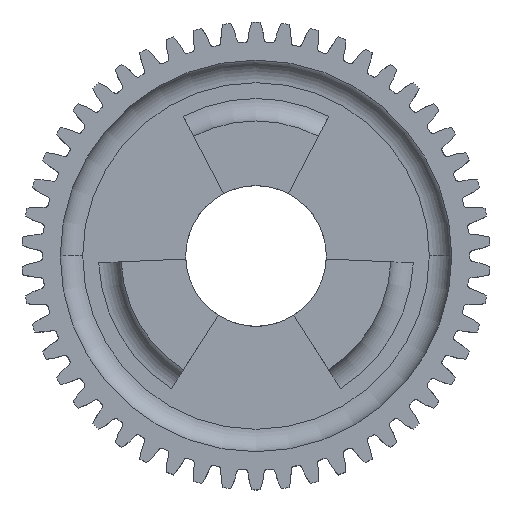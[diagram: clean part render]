
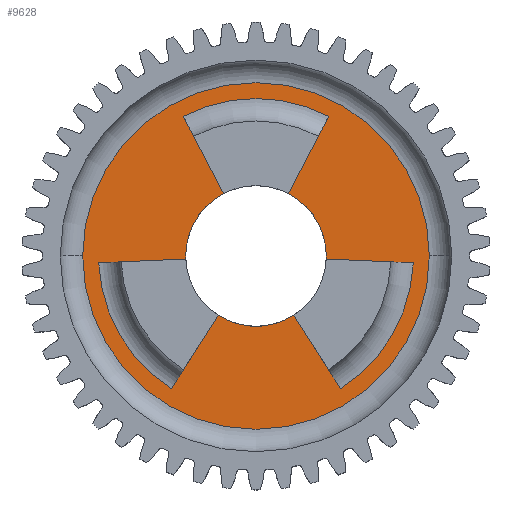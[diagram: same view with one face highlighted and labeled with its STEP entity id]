
A CAD part, top view. The second image highlights one B-rep face of the part: STEP entity #9628.
In plain terms, the highlighted planar face has unit normal (0, 0, 1).
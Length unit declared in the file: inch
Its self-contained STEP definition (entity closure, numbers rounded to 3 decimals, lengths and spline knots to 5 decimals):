
#27 = CARTESIAN_POINT ( 'NONE',  ( -0.74929, -0.03271, 0.0375 ) ) ;
#146 = ORIENTED_EDGE ( 'NONE', *, *, #12285, .T. ) ;
#288 = CARTESIAN_POINT ( 'NONE',  ( 0., 0., 0.0375 ) ) ;
#345 = LINE ( 'NONE', #4448, #18708 ) ;
#1346 = ORIENTED_EDGE ( 'NONE', *, *, #12744, .F. ) ;
#1405 = LINE ( 'NONE', #14807, #12545 ) ;
#1502 = DIRECTION ( 'NONE',  ( -0.999, -0.044, 0. ) ) ;
#1710 = CARTESIAN_POINT ( 'NONE',  ( 0., 0., 0.0375 ) ) ;
#1767 = DIRECTION ( 'NONE',  ( -1., 0., 0. ) ) ;
#2098 = VERTEX_POINT ( 'NONE', #11529 ) ;
#2180 = PLANE ( 'NONE',  #13371 ) ;
#2309 = EDGE_CURVE ( 'NONE', #2098, #12210, #1405, .T. ) ;
#2415 = VERTEX_POINT ( 'NONE', #9154 ) ;
#2480 = EDGE_CURVE ( 'NONE', #16264, #10986, #4393, .T. ) ;
#2483 = LINE ( 'NONE', #27, #9797 ) ;
#2592 = ORIENTED_EDGE ( 'NONE', *, *, #2309, .F. ) ;
#2595 = EDGE_LOOP ( 'NONE', ( #12906, #146, #8226, #1346, #6508, #2592, #16618, #10910, #4204, #9288, #11313, #6715, #7604, #14671 ) ) ;
#3036 = AXIS2_PLACEMENT_3D ( 'NONE', #4389, #14508, #5855 ) ;
#3057 = CARTESIAN_POINT ( 'NONE',  ( 0.18037, 0.34649, 0.0375 ) ) ;
#3083 = VERTEX_POINT ( 'NONE', #3057 ) ;
#3181 = DIRECTION ( 'NONE',  ( -1., 0., 0. ) ) ;
#3267 = EDGE_CURVE ( 'NONE', #2415, #3083, #12311, .T. ) ;
#3400 = CIRCLE ( 'NONE', #12658, 0.39063 ) ;
#3649 = VERTEX_POINT ( 'NONE', #4426 ) ;
#3650 = DIRECTION ( 'NONE',  ( -1., 0., 0. ) ) ;
#3872 = DIRECTION ( 'NONE',  ( 0., 0., 1. ) ) ;
#4000 = EDGE_CURVE ( 'NONE', #3083, #11498, #16500, .T. ) ;
#4061 = CARTESIAN_POINT ( 'NONE',  ( 0.40403, 0.77613, 0.0375 ) ) ;
#4125 = CARTESIAN_POINT ( 'NONE',  ( -0.87417, -0.03817, 0.0375 ) ) ;
#4204 = ORIENTED_EDGE ( 'NONE', *, *, #3267, .F. ) ;
#4389 = CARTESIAN_POINT ( 'NONE',  ( 0., 0., 0.0375 ) ) ;
#4393 = LINE ( 'NONE', #12894, #11233 ) ;
#4426 = CARTESIAN_POINT ( 'NONE',  ( -0.39025, -0.01704, 0.0375 ) ) ;
#4448 = CARTESIAN_POINT ( 'NONE',  ( 0.39025, -0.01704, 0.0375 ) ) ;
#4531 = AXIS2_PLACEMENT_3D ( 'NONE', #4806, #14917, #6276 ) ;
#4806 = CARTESIAN_POINT ( 'NONE',  ( 0., 0., 0.0375 ) ) ;
#5262 = EDGE_CURVE ( 'NONE', #2098, #11498, #8628, .T. ) ;
#5327 = ORIENTED_EDGE ( 'NONE', *, *, #13634, .T. ) ;
#5850 = VERTEX_POINT ( 'NONE', #11327 ) ;
#5855 = DIRECTION ( 'NONE',  ( -1., 0., 0. ) ) ;
#5924 = DIRECTION ( 'NONE',  ( -0.999, 0.044, 0. ) ) ;
#6074 = CIRCLE ( 'NONE', #8801, 0.875 ) ;
#6091 = VECTOR ( 'NONE', #6539, 39.37008 ) ;
#6276 = DIRECTION ( 'NONE',  ( -1., 0., 0. ) ) ;
#6323 = DIRECTION ( 'NONE',  ( 0.462, 0.887, 0. ) ) ;
#6508 = ORIENTED_EDGE ( 'NONE', *, *, #10217, .F. ) ;
#6539 = DIRECTION ( 'NONE',  ( 0.537, -0.843, 0. ) ) ;
#6715 = ORIENTED_EDGE ( 'NONE', *, *, #8152, .T. ) ;
#6722 = CARTESIAN_POINT ( 'NONE',  ( 0., 0., 0.0375 ) ) ;
#6776 = CIRCLE ( 'NONE', #7901, 0.875 ) ;
#6821 = CARTESIAN_POINT ( 'NONE',  ( 0., 0., 0.0375 ) ) ;
#7029 = VERTEX_POINT ( 'NONE', #18139 ) ;
#7040 = CARTESIAN_POINT ( 'NONE',  ( -0.39063, 0., 0.0375 ) ) ;
#7604 = ORIENTED_EDGE ( 'NONE', *, *, #9603, .F. ) ;
#7733 = CIRCLE ( 'NONE', #15541, 0.39063 ) ;
#7901 = AXIS2_PLACEMENT_3D ( 'NONE', #6722, #16803, #8167 ) ;
#7965 = EDGE_CURVE ( 'NONE', #7029, #10301, #14894, .T. ) ;
#7982 = DIRECTION ( 'NONE',  ( 0., 0., 1. ) ) ;
#8021 = AXIS2_PLACEMENT_3D ( 'NONE', #8164, #18244, #9637 ) ;
#8152 = EDGE_CURVE ( 'NONE', #5850, #18146, #6776, .T. ) ;
#8164 = CARTESIAN_POINT ( 'NONE',  ( 0., 0., 0.0375 ) ) ;
#8167 = DIRECTION ( 'NONE',  ( -1., 0., 0. ) ) ;
#8226 = ORIENTED_EDGE ( 'NONE', *, *, #13198, .F. ) ;
#8270 = DIRECTION ( 'NONE',  ( -1., 0., 0. ) ) ;
#8504 = CARTESIAN_POINT ( 'NONE',  ( 0., 0., 0.0375 ) ) ;
#8628 = CIRCLE ( 'NONE', #8021, 0.875 ) ;
#8801 = AXIS2_PLACEMENT_3D ( 'NONE', #288, #10522, #1767 ) ;
#9154 = CARTESIAN_POINT ( 'NONE',  ( 0.39063, 0., 0.0375 ) ) ;
#9288 = ORIENTED_EDGE ( 'NONE', *, *, #9577, .F. ) ;
#9306 = VECTOR ( 'NONE', #6323, 39.37008 ) ;
#9334 = CIRCLE ( 'NONE', #4531, 0.96291 ) ;
#9454 = CARTESIAN_POINT ( 'NONE',  ( 0.40297, -0.63254, 0.0375 ) ) ;
#9484 = ORIENTED_EDGE ( 'NONE', *, *, #7965, .T. ) ;
#9577 = EDGE_CURVE ( 'NONE', #10446, #2415, #18487, .T. ) ;
#9603 = EDGE_CURVE ( 'NONE', #13844, #18146, #18035, .T. ) ;
#9628 = ADVANCED_FACE ( 'NONE', ( #9959, #13741 ), #2180, .F. ) ;
#9637 = DIRECTION ( 'NONE',  ( -1., 0., 0. ) ) ;
#9797 = VECTOR ( 'NONE', #1502, 39.37008 ) ;
#9959 = FACE_OUTER_BOUND ( 'NONE', #15328, .T. ) ;
#9978 = DIRECTION ( 'NONE',  ( -1., 0., 0. ) ) ;
#10108 = EDGE_CURVE ( 'NONE', #5850, #10446, #345, .T. ) ;
#10217 = EDGE_CURVE ( 'NONE', #12210, #15270, #11089, .T. ) ;
#10301 = VERTEX_POINT ( 'NONE', #17133 ) ;
#10446 = VERTEX_POINT ( 'NONE', #10728 ) ;
#10509 = AXIS2_PLACEMENT_3D ( 'NONE', #16621, #7982, #18078 ) ;
#10522 = DIRECTION ( 'NONE',  ( 0., 0., -1. ) ) ;
#10728 = CARTESIAN_POINT ( 'NONE',  ( 0.39025, -0.01704, 0.0375 ) ) ;
#10910 = ORIENTED_EDGE ( 'NONE', *, *, #4000, .F. ) ;
#10986 = VERTEX_POINT ( 'NONE', #11023 ) ;
#11023 = CARTESIAN_POINT ( 'NONE',  ( -0.20988, -0.32945, 0.0375 ) ) ;
#11089 = CIRCLE ( 'NONE', #14344, 0.39063 ) ;
#11233 = VECTOR ( 'NONE', #15409, 39.37008 ) ;
#11313 = ORIENTED_EDGE ( 'NONE', *, *, #10108, .F. ) ;
#11327 = CARTESIAN_POINT ( 'NONE',  ( 0.87417, -0.03817, 0.0375 ) ) ;
#11498 = VERTEX_POINT ( 'NONE', #4061 ) ;
#11529 = CARTESIAN_POINT ( 'NONE',  ( -0.40403, 0.77613, 0.0375 ) ) ;
#11667 = VERTEX_POINT ( 'NONE', #4125 ) ;
#11897 = CARTESIAN_POINT ( 'NONE',  ( -0.18037, 0.34649, 0.0375 ) ) ;
#11905 = DIRECTION ( 'NONE',  ( 0., 0., 1. ) ) ;
#12210 = VERTEX_POINT ( 'NONE', #11897 ) ;
#12285 = EDGE_CURVE ( 'NONE', #16264, #11667, #6074, .T. ) ;
#12311 = CIRCLE ( 'NONE', #15518, 0.39063 ) ;
#12357 = DIRECTION ( 'NONE',  ( 0., 0., -1. ) ) ;
#12545 = VECTOR ( 'NONE', #17725, 39.37008 ) ;
#12569 = CARTESIAN_POINT ( 'NONE',  ( 0., 0., 0.0375 ) ) ;
#12658 = AXIS2_PLACEMENT_3D ( 'NONE', #12569, #3872, #13999 ) ;
#12725 = EDGE_CURVE ( 'NONE', #10986, #13844, #3400, .T. ) ;
#12744 = EDGE_CURVE ( 'NONE', #15270, #3649, #7733, .T. ) ;
#12894 = CARTESIAN_POINT ( 'NONE',  ( -0.20988, -0.32945, 0.0375 ) ) ;
#12906 = ORIENTED_EDGE ( 'NONE', *, *, #2480, .F. ) ;
#13198 = EDGE_CURVE ( 'NONE', #3649, #11667, #2483, .T. ) ;
#13371 = AXIS2_PLACEMENT_3D ( 'NONE', #15171, #12357, #3650 ) ;
#13511 = CARTESIAN_POINT ( 'NONE',  ( 0.34631, 0.66526, 0.0375 ) ) ;
#13634 = EDGE_CURVE ( 'NONE', #10301, #7029, #9334, .T. ) ;
#13741 = FACE_BOUND ( 'NONE', #2595, .T. ) ;
#13752 = CARTESIAN_POINT ( 'NONE',  ( -0.47014, -0.73797, 0.0375 ) ) ;
#13844 = VERTEX_POINT ( 'NONE', #18225 ) ;
#13999 = DIRECTION ( 'NONE',  ( -1., 0., 0. ) ) ;
#14344 = AXIS2_PLACEMENT_3D ( 'NONE', #8504, #18569, #9978 ) ;
#14508 = DIRECTION ( 'NONE',  ( 0., 0., 1. ) ) ;
#14671 = ORIENTED_EDGE ( 'NONE', *, *, #12725, .F. ) ;
#14807 = CARTESIAN_POINT ( 'NONE',  ( -0.18037, 0.34649, 0.0375 ) ) ;
#14894 = CIRCLE ( 'NONE', #3036, 0.96291 ) ;
#14917 = DIRECTION ( 'NONE',  ( 0., 0., 1. ) ) ;
#15171 = CARTESIAN_POINT ( 'NONE',  ( 0., 0., 0.0375 ) ) ;
#15270 = VERTEX_POINT ( 'NONE', #7040 ) ;
#15328 = EDGE_LOOP ( 'NONE', ( #5327, #9484 ) ) ;
#15409 = DIRECTION ( 'NONE',  ( 0.537, 0.843, 0. ) ) ;
#15518 = AXIS2_PLACEMENT_3D ( 'NONE', #1710, #11905, #3181 ) ;
#15541 = AXIS2_PLACEMENT_3D ( 'NONE', #6821, #16902, #8270 ) ;
#16264 = VERTEX_POINT ( 'NONE', #13752 ) ;
#16500 = LINE ( 'NONE', #13511, #9306 ) ;
#16618 = ORIENTED_EDGE ( 'NONE', *, *, #5262, .T. ) ;
#16621 = CARTESIAN_POINT ( 'NONE',  ( 0., 0., 0.0375 ) ) ;
#16803 = DIRECTION ( 'NONE',  ( 0., 0., -1. ) ) ;
#16902 = DIRECTION ( 'NONE',  ( 0., 0., 1. ) ) ;
#17133 = CARTESIAN_POINT ( 'NONE',  ( -0.96291, 0., 0.0375 ) ) ;
#17378 = CARTESIAN_POINT ( 'NONE',  ( 0.47014, -0.73797, 0.0375 ) ) ;
#17725 = DIRECTION ( 'NONE',  ( 0.462, -0.887, 0. ) ) ;
#18035 = LINE ( 'NONE', #9454, #6091 ) ;
#18078 = DIRECTION ( 'NONE',  ( -1., 0., 0. ) ) ;
#18139 = CARTESIAN_POINT ( 'NONE',  ( 0.96291, 0., 0.0375 ) ) ;
#18146 = VERTEX_POINT ( 'NONE', #17378 ) ;
#18225 = CARTESIAN_POINT ( 'NONE',  ( 0.20988, -0.32945, 0.0375 ) ) ;
#18244 = DIRECTION ( 'NONE',  ( 0., 0., -1. ) ) ;
#18487 = CIRCLE ( 'NONE', #10509, 0.39063 ) ;
#18569 = DIRECTION ( 'NONE',  ( 0., 0., 1. ) ) ;
#18708 = VECTOR ( 'NONE', #5924, 39.37008 ) ;
